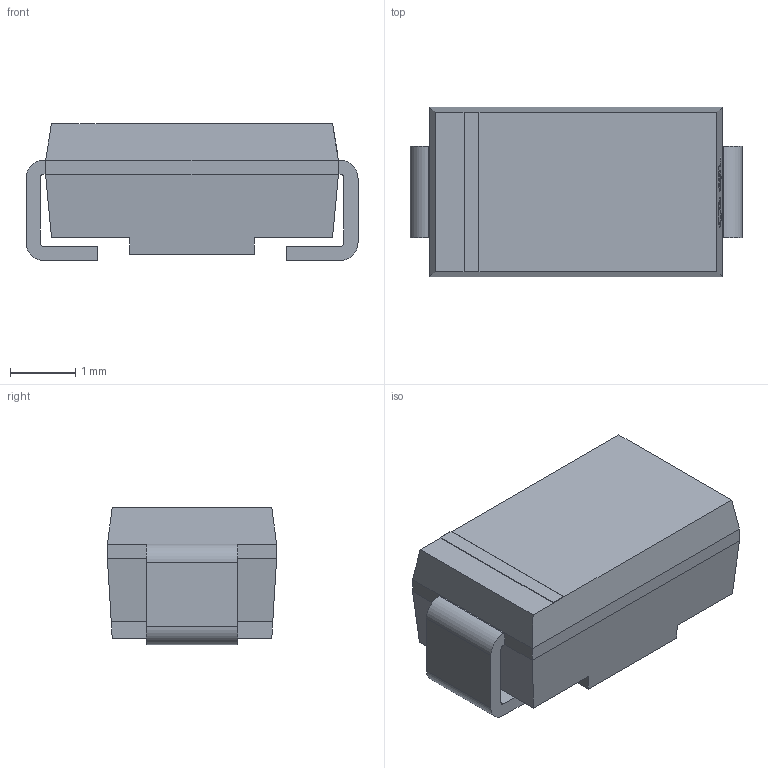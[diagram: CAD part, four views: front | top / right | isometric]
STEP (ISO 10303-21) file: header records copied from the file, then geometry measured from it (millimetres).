
FILE_DESCRIPTION (( 'STEP AP214' ), '1' );
FILE_NAME ('SMA_L4.5-W2.6-LS5.2-RD.step', '2022-07-15T04:48:13', ( '' ), ( '' ), 'SwSTEP 2.0', 'SolidWorks 2020', '' );
FILE_SCHEMA (( 'AUTOMOTIVE_DESIGN' ));
Length unit declared in the file: millimetre
Products named in the file (1): SMA_L4.5-W2.6-LS5.2-RD
Bounding box: 5.1 x 2.6 x 2.11 mm (x, y, z)
Volume: 22.3 mm3; surface area: 63.5 mm2
Topology: 14 solids, 14 shells, 343 faces, 904 edges, 596 vertices
Faces by surface type: plane 221, bspline 114, cylinder 8
Entity records: 15165 total; most frequent: CARTESIAN_POINT 4206, ORIENTED_EDGE 1808, DIRECTION 1148, EDGE_CURVE 904, LINE 656, VECTOR 656, VERTEX_POINT 596, EDGE_LOOP 362
